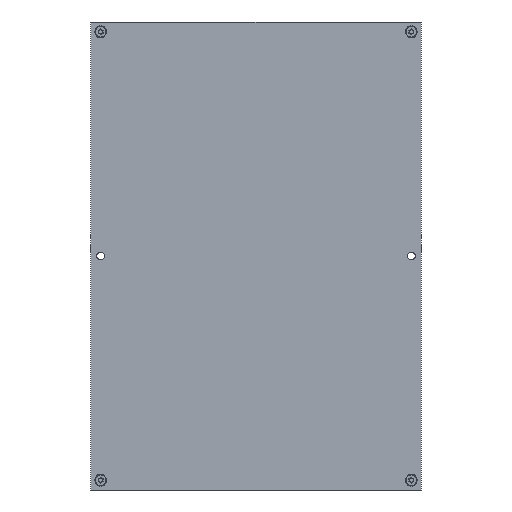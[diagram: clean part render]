
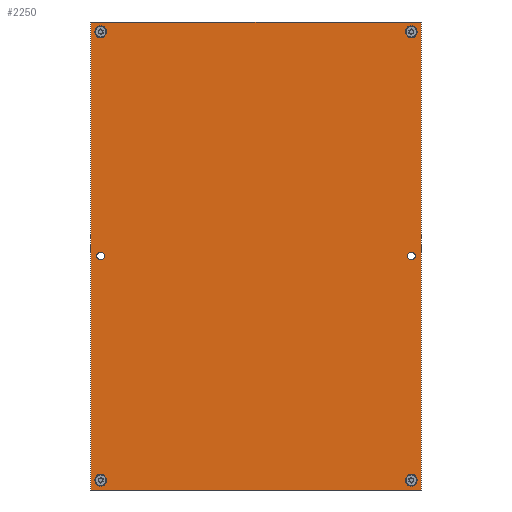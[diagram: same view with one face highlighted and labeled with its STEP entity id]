
A CAD part, front view. The second image highlights one B-rep face of the part: STEP entity #2250.
In plain terms, the highlighted planar face has unit normal (0, -1, 0).
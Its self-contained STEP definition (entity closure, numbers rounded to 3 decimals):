
#93 = EDGE_CURVE ( 'NONE', #3568, #3322, #5887, .T. ) ;
#120 = CARTESIAN_POINT ( 'NONE',  ( 80., 0., 2. ) ) ;
#138 = DIRECTION ( 'NONE',  ( 0., 0., -1. ) ) ;
#217 = CIRCLE ( 'NONE', #3212, 2. ) ;
#266 = VERTEX_POINT ( 'NONE', #7002 ) ;
#325 = EDGE_LOOP ( 'NONE', ( #3612, #1670 ) ) ;
#482 = DIRECTION ( 'NONE',  ( 0., 0., -1. ) ) ;
#524 = EDGE_CURVE ( 'NONE', #7110, #266, #4217, .T. ) ;
#536 = LINE ( 'NONE', #4177, #7984 ) ;
#549 = AXIS2_PLACEMENT_3D ( 'NONE', #6552, #849, #7168 ) ;
#567 = CARTESIAN_POINT ( 'NONE',  ( 80., 0., -113.8 ) ) ;
#581 = EDGE_CURVE ( 'NONE', #1010, #2819, #653, .T. ) ;
#632 = DIRECTION ( 'NONE',  ( 0., 0., 1. ) ) ;
#650 = CARTESIAN_POINT ( 'NONE',  ( -80., 0., -113.8 ) ) ;
#653 = CIRCLE ( 'NONE', #4655, 2. ) ;
#744 = EDGE_CURVE ( 'NONE', #266, #7110, #3732, .T. ) ;
#756 = CARTESIAN_POINT ( 'NONE',  ( -80., 0., -115.5 ) ) ;
#849 = DIRECTION ( 'NONE',  ( 0., 1., 0. ) ) ;
#850 = DIRECTION ( 'NONE',  ( 0., 0., -1. ) ) ;
#894 = EDGE_LOOP ( 'NONE', ( #3098, #8094 ) ) ;
#948 = CARTESIAN_POINT ( 'NONE',  ( -80., 0., 117.2 ) ) ;
#991 = CARTESIAN_POINT ( 'NONE',  ( -85., 0., -120.5 ) ) ;
#1001 = CIRCLE ( 'NONE', #1948, 2. ) ;
#1010 = VERTEX_POINT ( 'NONE', #1854 ) ;
#1043 = AXIS2_PLACEMENT_3D ( 'NONE', #6662, #2882, #7276 ) ;
#1070 = EDGE_LOOP ( 'NONE', ( #6886, #1216, #5421, #5242 ) ) ;
#1216 = ORIENTED_EDGE ( 'NONE', *, *, #7680, .F. ) ;
#1260 = CARTESIAN_POINT ( 'NONE',  ( -85., 0., 120.5 ) ) ;
#1281 = VERTEX_POINT ( 'NONE', #6517 ) ;
#1396 = DIRECTION ( 'NONE',  ( 0., -1., 0. ) ) ;
#1404 = DIRECTION ( 'NONE',  ( 0., 1., 0. ) ) ;
#1436 = VERTEX_POINT ( 'NONE', #3398 ) ;
#1511 = FACE_BOUND ( 'NONE', #6110, .T. ) ;
#1524 = CARTESIAN_POINT ( 'NONE',  ( -80., 0., 115.5 ) ) ;
#1529 = CARTESIAN_POINT ( 'NONE',  ( 85., 0., 120.5 ) ) ;
#1541 = CARTESIAN_POINT ( 'NONE',  ( 0., 0., 0. ) ) ;
#1557 = CARTESIAN_POINT ( 'NONE',  ( 80., 0., 113.8 ) ) ;
#1670 = ORIENTED_EDGE ( 'NONE', *, *, #4512, .F. ) ;
#1732 = DIRECTION ( 'NONE',  ( 0., 1., 0. ) ) ;
#1786 = LINE ( 'NONE', #1260, #7471 ) ;
#1854 = CARTESIAN_POINT ( 'NONE',  ( -80., 0., 2. ) ) ;
#1887 = ORIENTED_EDGE ( 'NONE', *, *, #93, .T. ) ;
#1948 = AXIS2_PLACEMENT_3D ( 'NONE', #7004, #3858, #2637 ) ;
#1983 = AXIS2_PLACEMENT_3D ( 'NONE', #3812, #5002, #632 ) ;
#2081 = EDGE_CURVE ( 'NONE', #1436, #3409, #3795, .T. ) ;
#2124 = AXIS2_PLACEMENT_3D ( 'NONE', #6043, #6730, #2928 ) ;
#2151 = VERTEX_POINT ( 'NONE', #5769 ) ;
#2188 = CIRCLE ( 'NONE', #3855, 1.7 ) ;
#2250 = ADVANCED_FACE ( 'NONE', ( #4978, #6353, #6158, #3095, #3295, #1511, #2792 ), #3426, .T. ) ;
#2297 = CARTESIAN_POINT ( 'NONE',  ( 85., 0., -120.5 ) ) ;
#2336 = EDGE_LOOP ( 'NONE', ( #1887, #4250 ) ) ;
#2434 = VERTEX_POINT ( 'NONE', #3576 ) ;
#2443 = EDGE_CURVE ( 'NONE', #4911, #2434, #536, .T. ) ;
#2446 = DIRECTION ( 'NONE',  ( 0., 0., 1. ) ) ;
#2534 = EDGE_CURVE ( 'NONE', #7450, #4911, #4569, .T. ) ;
#2563 = LINE ( 'NONE', #1529, #6214 ) ;
#2637 = DIRECTION ( 'NONE',  ( 0., 0., -1. ) ) ;
#2774 = CIRCLE ( 'NONE', #1043, 1.7 ) ;
#2792 = FACE_BOUND ( 'NONE', #7800, .T. ) ;
#2819 = VERTEX_POINT ( 'NONE', #7734 ) ;
#2882 = DIRECTION ( 'NONE',  ( 0., 1., 0. ) ) ;
#2928 = DIRECTION ( 'NONE',  ( 0., 0., 1. ) ) ;
#3095 = FACE_BOUND ( 'NONE', #2336, .T. ) ;
#3098 = ORIENTED_EDGE ( 'NONE', *, *, #5705, .F. ) ;
#3212 = AXIS2_PLACEMENT_3D ( 'NONE', #5241, #1396, #5826 ) ;
#3295 = FACE_BOUND ( 'NONE', #6135, .T. ) ;
#3322 = VERTEX_POINT ( 'NONE', #7047 ) ;
#3398 = CARTESIAN_POINT ( 'NONE',  ( 80., 0., 117.2 ) ) ;
#3409 = VERTEX_POINT ( 'NONE', #1557 ) ;
#3426 = PLANE ( 'NONE',  #4996 ) ;
#3461 = DIRECTION ( 'NONE',  ( 0., 1., 0. ) ) ;
#3494 = VERTEX_POINT ( 'NONE', #948 ) ;
#3563 = AXIS2_PLACEMENT_3D ( 'NONE', #756, #1404, #7019 ) ;
#3568 = VERTEX_POINT ( 'NONE', #567 ) ;
#3576 = CARTESIAN_POINT ( 'NONE',  ( -85., 0., 120.5 ) ) ;
#3612 = ORIENTED_EDGE ( 'NONE', *, *, #581, .F. ) ;
#3687 = CARTESIAN_POINT ( 'NONE',  ( -80., 0., 0. ) ) ;
#3732 = CIRCLE ( 'NONE', #2124, 1.7 ) ;
#3792 = CARTESIAN_POINT ( 'NONE',  ( -85., 0., -120.5 ) ) ;
#3795 = CIRCLE ( 'NONE', #1983, 1.7 ) ;
#3812 = CARTESIAN_POINT ( 'NONE',  ( 80., 0., 115.5 ) ) ;
#3840 = ORIENTED_EDGE ( 'NONE', *, *, #524, .T. ) ;
#3844 = DIRECTION ( 'NONE',  ( 1., 0., 0. ) ) ;
#3855 = AXIS2_PLACEMENT_3D ( 'NONE', #6799, #1732, #2446 ) ;
#3858 = DIRECTION ( 'NONE',  ( 0., -1., 0. ) ) ;
#4068 = DIRECTION ( 'NONE',  ( 0., 0., 1. ) ) ;
#4177 = CARTESIAN_POINT ( 'NONE',  ( -85., 0., 120.5 ) ) ;
#4217 = CIRCLE ( 'NONE', #3563, 1.7 ) ;
#4238 = AXIS2_PLACEMENT_3D ( 'NONE', #6618, #3461, #4068 ) ;
#4250 = ORIENTED_EDGE ( 'NONE', *, *, #6256, .T. ) ;
#4355 = EDGE_CURVE ( 'NONE', #3494, #1281, #4581, .T. ) ;
#4512 = EDGE_CURVE ( 'NONE', #2819, #1010, #6747, .T. ) ;
#4569 = LINE ( 'NONE', #3792, #7886 ) ;
#4581 = CIRCLE ( 'NONE', #7598, 1.7 ) ;
#4655 = AXIS2_PLACEMENT_3D ( 'NONE', #7713, #5248, #138 ) ;
#4695 = DIRECTION ( 'NONE',  ( 0., 0., 1. ) ) ;
#4911 = VERTEX_POINT ( 'NONE', #991 ) ;
#4978 = FACE_BOUND ( 'NONE', #325, .T. ) ;
#4996 = AXIS2_PLACEMENT_3D ( 'NONE', #1541, #6524, #850 ) ;
#5002 = DIRECTION ( 'NONE',  ( 0., 1., 0. ) ) ;
#5230 = EDGE_CURVE ( 'NONE', #2151, #5768, #217, .T. ) ;
#5241 = CARTESIAN_POINT ( 'NONE',  ( 80., 0., 0. ) ) ;
#5242 = ORIENTED_EDGE ( 'NONE', *, *, #2534, .F. ) ;
#5248 = DIRECTION ( 'NONE',  ( 0., -1., 0. ) ) ;
#5278 = DIRECTION ( 'NONE',  ( 0., 0., 1. ) ) ;
#5327 = CIRCLE ( 'NONE', #4238, 1.7 ) ;
#5421 = ORIENTED_EDGE ( 'NONE', *, *, #2443, .F. ) ;
#5695 = ORIENTED_EDGE ( 'NONE', *, *, #6130, .T. ) ;
#5705 = EDGE_CURVE ( 'NONE', #5768, #2151, #1001, .T. ) ;
#5768 = VERTEX_POINT ( 'NONE', #120 ) ;
#5769 = CARTESIAN_POINT ( 'NONE',  ( 80., 0., -2. ) ) ;
#5826 = DIRECTION ( 'NONE',  ( 0., 0., -1. ) ) ;
#5887 = CIRCLE ( 'NONE', #549, 1.7 ) ;
#5974 = ORIENTED_EDGE ( 'NONE', *, *, #2081, .T. ) ;
#6043 = CARTESIAN_POINT ( 'NONE',  ( -80., 0., -115.5 ) ) ;
#6110 = EDGE_LOOP ( 'NONE', ( #7548, #8006 ) ) ;
#6130 = EDGE_CURVE ( 'NONE', #3409, #1436, #2774, .T. ) ;
#6135 = EDGE_LOOP ( 'NONE', ( #5974, #5695 ) ) ;
#6158 = FACE_OUTER_BOUND ( 'NONE', #1070, .T. ) ;
#6214 = VECTOR ( 'NONE', #7860, 1000. ) ;
#6256 = EDGE_CURVE ( 'NONE', #3322, #3568, #2188, .T. ) ;
#6268 = DIRECTION ( 'NONE',  ( 0., -1., 0. ) ) ;
#6353 = FACE_BOUND ( 'NONE', #894, .T. ) ;
#6517 = CARTESIAN_POINT ( 'NONE',  ( -80., 0., 113.8 ) ) ;
#6524 = DIRECTION ( 'NONE',  ( 0., -1., 0. ) ) ;
#6538 = ORIENTED_EDGE ( 'NONE', *, *, #744, .T. ) ;
#6552 = CARTESIAN_POINT ( 'NONE',  ( 80., 0., -115.5 ) ) ;
#6618 = CARTESIAN_POINT ( 'NONE',  ( -80., 0., 115.5 ) ) ;
#6662 = CARTESIAN_POINT ( 'NONE',  ( 80., 0., 115.5 ) ) ;
#6730 = DIRECTION ( 'NONE',  ( 0., 1., 0. ) ) ;
#6747 = CIRCLE ( 'NONE', #8021, 2. ) ;
#6799 = CARTESIAN_POINT ( 'NONE',  ( 80., 0., -115.5 ) ) ;
#6886 = ORIENTED_EDGE ( 'NONE', *, *, #7338, .F. ) ;
#7002 = CARTESIAN_POINT ( 'NONE',  ( -80., 0., -117.2 ) ) ;
#7004 = CARTESIAN_POINT ( 'NONE',  ( 80., 0., 0. ) ) ;
#7019 = DIRECTION ( 'NONE',  ( 0., 0., 1. ) ) ;
#7047 = CARTESIAN_POINT ( 'NONE',  ( 80., 0., -117.2 ) ) ;
#7110 = VERTEX_POINT ( 'NONE', #650 ) ;
#7151 = DIRECTION ( 'NONE',  ( 0., 1., 0. ) ) ;
#7168 = DIRECTION ( 'NONE',  ( 0., 0., 1. ) ) ;
#7276 = DIRECTION ( 'NONE',  ( 0., 0., 1. ) ) ;
#7338 = EDGE_CURVE ( 'NONE', #7969, #7450, #2563, .T. ) ;
#7414 = CARTESIAN_POINT ( 'NONE',  ( 85., 0., 120.5 ) ) ;
#7450 = VERTEX_POINT ( 'NONE', #2297 ) ;
#7471 = VECTOR ( 'NONE', #3844, 1000. ) ;
#7525 = DIRECTION ( 'NONE',  ( -1., 0., 0. ) ) ;
#7548 = ORIENTED_EDGE ( 'NONE', *, *, #4355, .T. ) ;
#7598 = AXIS2_PLACEMENT_3D ( 'NONE', #1524, #7151, #5278 ) ;
#7680 = EDGE_CURVE ( 'NONE', #2434, #7969, #1786, .T. ) ;
#7713 = CARTESIAN_POINT ( 'NONE',  ( -80., 0., 0. ) ) ;
#7734 = CARTESIAN_POINT ( 'NONE',  ( -80., 0., -2. ) ) ;
#7800 = EDGE_LOOP ( 'NONE', ( #3840, #6538 ) ) ;
#7860 = DIRECTION ( 'NONE',  ( 0., 0., -1. ) ) ;
#7886 = VECTOR ( 'NONE', #7525, 1000. ) ;
#7903 = EDGE_CURVE ( 'NONE', #1281, #3494, #5327, .T. ) ;
#7969 = VERTEX_POINT ( 'NONE', #7414 ) ;
#7984 = VECTOR ( 'NONE', #4695, 1000. ) ;
#8006 = ORIENTED_EDGE ( 'NONE', *, *, #7903, .T. ) ;
#8021 = AXIS2_PLACEMENT_3D ( 'NONE', #3687, #6268, #482 ) ;
#8094 = ORIENTED_EDGE ( 'NONE', *, *, #5230, .F. ) ;
